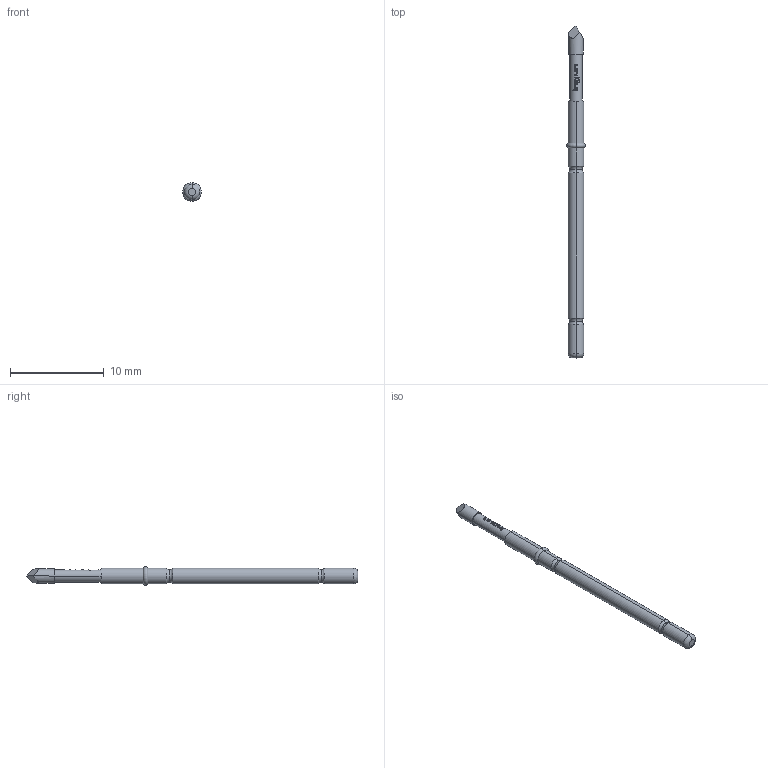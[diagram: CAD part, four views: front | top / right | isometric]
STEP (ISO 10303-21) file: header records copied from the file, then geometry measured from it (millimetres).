
FILE_DESCRIPTION (( 'STEP AP203' ), '1' );
FILE_NAME ('INGUN_GKS-912_207_150_A_xx05.STEP', '2021-09-28T09:02:34', ( 'ochi' ), ( '' ), 'SwSTEP 2.0', 'SolidWorks 2018', '' );
FILE_SCHEMA (( 'CONFIG_CONTROL_DESIGN' ));
Length unit declared in the file: millimetre
Products named in the file (1): INGUN_GKS-912_207_150_A_xx05
Bounding box: 2 x 35.4 x 2 mm (x, y, z)
Volume: 68.6 mm3; surface area: 178.5 mm2
Topology: 1 solids, 1 shells, 98 faces, 245 edges, 157 vertices
Faces by surface type: plane 36, bspline 32, cylinder 18, torus 12
Entity records: 3946 total; most frequent: CARTESIAN_POINT 1973, ORIENTED_EDGE 490, EDGE_CURVE 245, DIRECTION 229, B_SPLINE_CURVE_WITH_KNOTS 186, VERTEX_POINT 157, AXIS2_PLACEMENT_3D 107, EDGE_LOOP 106
